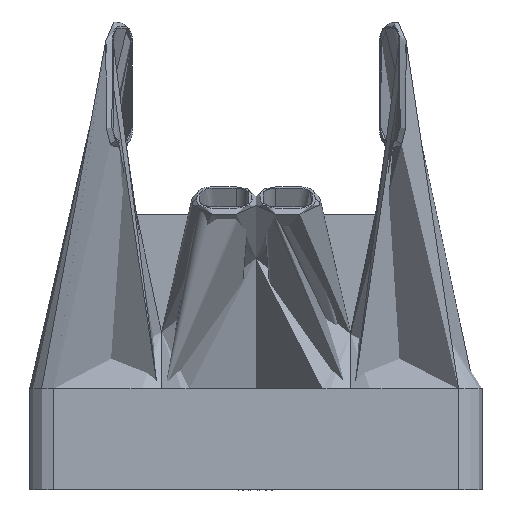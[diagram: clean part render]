
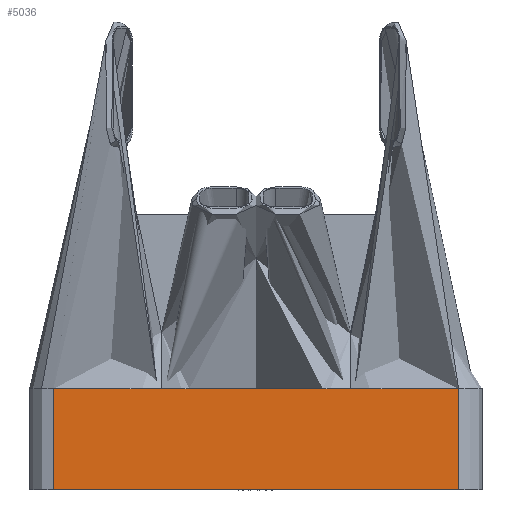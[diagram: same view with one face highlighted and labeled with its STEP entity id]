
A CAD part, front view. The second image highlights one B-rep face of the part: STEP entity #5036.
In plain terms, the highlighted planar face has unit normal (0, -1, 0).
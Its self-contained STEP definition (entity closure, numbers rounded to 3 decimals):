
#137=PLANE('',#5338);
#525=LINE('',#20609,#796);
#535=LINE('',#24096,#806);
#562=LINE('',#24250,#833);
#563=LINE('',#24267,#834);
#564=LINE('',#24269,#835);
#565=LINE('',#24270,#836);
#566=LINE('',#24271,#837);
#567=LINE('',#24273,#838);
#568=LINE('',#24275,#839);
#569=LINE('',#24276,#840);
#796=VECTOR('',#5693,10.);
#806=VECTOR('',#5719,1000.);
#833=VECTOR('',#5798,1000.);
#834=VECTOR('',#5801,10.);
#835=VECTOR('',#5802,10.);
#836=VECTOR('',#5803,1000.);
#837=VECTOR('',#5804,1000.);
#838=VECTOR('',#5805,1000.);
#839=VECTOR('',#5806,10.);
#840=VECTOR('',#5807,1000.);
#1076=FACE_OUTER_BOUND('',#1341,.T.);
#1341=EDGE_LOOP('',(#3542,#3543,#3544,#3545,#3546,#3547,#3548,#3549,#3550,
#3551));
#2023=VERTEX_POINT('',#20606);
#2024=VERTEX_POINT('',#20608);
#2051=VERTEX_POINT('',#24093);
#2052=VERTEX_POINT('',#24095);
#2099=VERTEX_POINT('',#24201);
#2101=VERTEX_POINT('',#24249);
#2102=VERTEX_POINT('',#24266);
#2103=VERTEX_POINT('',#24268);
#2104=VERTEX_POINT('',#24272);
#2105=VERTEX_POINT('',#24274);
#2606=EDGE_CURVE('',#2023,#2024,#525,.F.);
#2636=EDGE_CURVE('',#2051,#2052,#535,.T.);
#2688=EDGE_CURVE('',#2101,#2099,#562,.T.);
#2690=EDGE_CURVE('',#2102,#2101,#563,.F.);
#2691=EDGE_CURVE('',#2103,#2099,#564,.F.);
#2692=EDGE_CURVE('',#2103,#2024,#565,.T.);
#2693=EDGE_CURVE('',#2023,#2052,#566,.T.);
#2694=EDGE_CURVE('',#2104,#2051,#567,.T.);
#2695=EDGE_CURVE('',#2104,#2105,#568,.F.);
#2696=EDGE_CURVE('',#2102,#2105,#569,.T.);
#3542=ORIENTED_EDGE('',*,*,#2690,.T.);
#3543=ORIENTED_EDGE('',*,*,#2688,.T.);
#3544=ORIENTED_EDGE('',*,*,#2691,.F.);
#3545=ORIENTED_EDGE('',*,*,#2692,.T.);
#3546=ORIENTED_EDGE('',*,*,#2606,.F.);
#3547=ORIENTED_EDGE('',*,*,#2693,.T.);
#3548=ORIENTED_EDGE('',*,*,#2636,.F.);
#3549=ORIENTED_EDGE('',*,*,#2694,.F.);
#3550=ORIENTED_EDGE('',*,*,#2695,.T.);
#3551=ORIENTED_EDGE('',*,*,#2696,.F.);
#5036=ADVANCED_FACE('',(#1076),#137,.T.);
#5338=AXIS2_PLACEMENT_3D('',#24265,#5799,#5800);
#5693=DIRECTION('',(-1.,0.,0.));
#5719=DIRECTION('',(-1.,0.,0.));
#5798=DIRECTION('',(-1.,0.,0.));
#5799=DIRECTION('center_axis',(0.,-1.,0.));
#5800=DIRECTION('ref_axis',(-1.,0.,0.));
#5801=DIRECTION('',(1.,0.,0.));
#5802=DIRECTION('',(-1.,0.,0.));
#5803=DIRECTION('',(-1.,0.,0.));
#5804=DIRECTION('',(0.,0.,-1.));
#5805=DIRECTION('',(0.,0.,-1.));
#5806=DIRECTION('',(1.,0.,0.));
#5807=DIRECTION('',(1.,0.,0.));
#20606=CARTESIAN_POINT('',(41.694,-18.605,-11.342));
#20608=CARTESIAN_POINT('',(52.894,-18.605,-11.342));
#20609=CARTESIAN_POINT('',(52.894,-18.605,-11.342));
#24093=CARTESIAN_POINT('',(92.894,-18.605,-24.142));
#24095=CARTESIAN_POINT('',(41.694,-18.605,-24.142));
#24096=CARTESIAN_POINT('',(41.994,-18.605,-24.142));
#24201=CARTESIAN_POINT('',(58.865,-18.605,-11.342));
#24249=CARTESIAN_POINT('',(75.723,-18.605,-11.342));
#24250=CARTESIAN_POINT('',(41.994,-18.605,-11.342));
#24265=CARTESIAN_POINT('Origin',(41.994,-18.605,10.658));
#24266=CARTESIAN_POINT('',(76.694,-18.605,-11.342));
#24267=CARTESIAN_POINT('',(75.723,-18.605,-11.342));
#24268=CARTESIAN_POINT('',(57.894,-18.605,-11.342));
#24269=CARTESIAN_POINT('',(58.865,-18.605,-11.342));
#24270=CARTESIAN_POINT('',(41.994,-18.605,-11.342));
#24271=CARTESIAN_POINT('',(41.694,-18.605,10.658));
#24272=CARTESIAN_POINT('',(92.894,-18.605,-11.342));
#24273=CARTESIAN_POINT('',(92.894,-18.605,10.658));
#24274=CARTESIAN_POINT('',(81.694,-18.605,-11.342));
#24275=CARTESIAN_POINT('',(81.694,-18.605,-11.342));
#24276=CARTESIAN_POINT('',(92.594,-18.605,-11.342));
